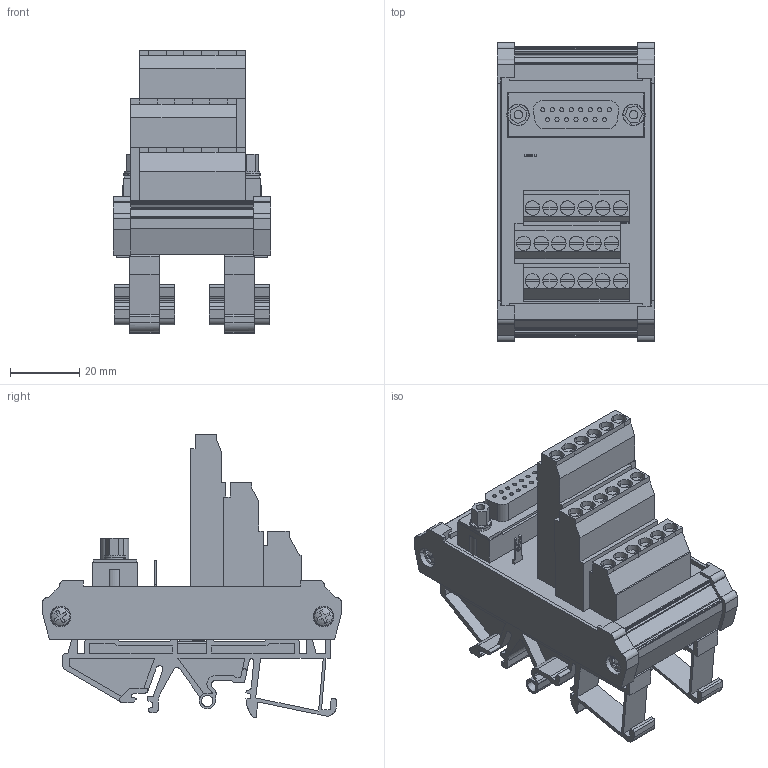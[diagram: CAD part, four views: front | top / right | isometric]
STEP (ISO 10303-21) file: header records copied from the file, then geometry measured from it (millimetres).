
FILE_DESCRIPTION(('CATIA V5R22 STEP214','CAx-IF Rec.Pracs.--- Model Styling and Organization---1.4--- 2014-01-23'),'2;1');
FILE_NAME ('031883-1_0', '2022-10-25T11:07:52+00:00', ('Weidmueller Interface'), ('Weidmueller'), 'CATIA Version 5-6 Release 2016 SP3 HF44', 'CATIA V5 STEP AP214', 'none');
FILE_SCHEMA(('AUTOMOTIVE_DESIGN { 1 0 10303 214 1 1 1 1 }'));
Length unit declared in the file: millimetre
Products named in the file (1): 8019890000_RS SD15B LP3R
Bounding box: 45.5 x 86.4 x 81.95 mm (x, y, z)
Volume: 64160.7 mm3; surface area: 50224.5 mm2
Topology: 1 solids, 7 shells, 1377 faces, 3973 edges, 2614 vertices
Faces by surface type: plane 943, cylinder 418, torus 8, sphere 8
Entity records: 48677 total; most frequent: CARTESIAN_POINT 11715, ORIENTED_EDGE 7946, DIRECTION 6341, EDGE_CURVE 3973, VECTOR 2887, LINE 2887, VERTEX_POINT 2614, AXIS2_PLACEMENT_3D 2080
